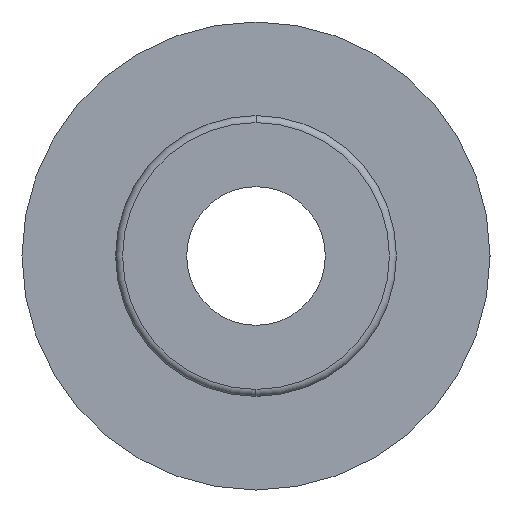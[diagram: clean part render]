
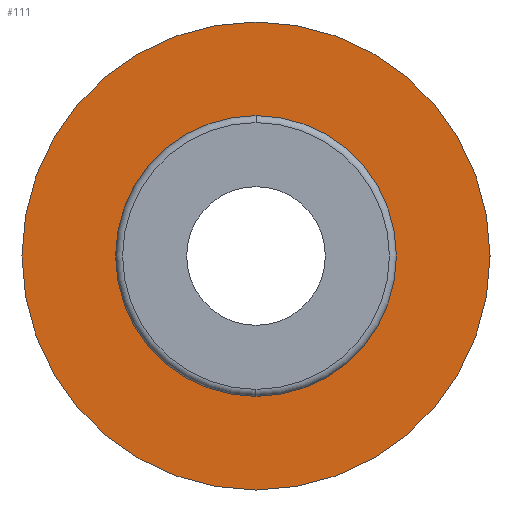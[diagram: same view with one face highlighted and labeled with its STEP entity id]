
A CAD part, left-side view. The second image highlights one B-rep face of the part: STEP entity #111.
In plain terms, the highlighted planar face has unit normal (-1, 0, 0).
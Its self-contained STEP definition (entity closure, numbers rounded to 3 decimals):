
#111=ADVANCED_FACE('',(#256,#257),#258,.T.);
#256=FACE_BOUND('',#408,.T.);
#257=FACE_OUTER_BOUND('',#409,.T.);
#258=PLANE('',#410);
#408=EDGE_LOOP('',(#948,#949));
#409=EDGE_LOOP('',(#950,#951));
#410=AXIS2_PLACEMENT_3D('',#952,#953,#954);
#948=ORIENTED_EDGE('',*,*,#1048,.T.);
#949=ORIENTED_EDGE('',*,*,#1166,.T.);
#950=ORIENTED_EDGE('',*,*,#1024,.T.);
#951=ORIENTED_EDGE('',*,*,#1174,.T.);
#952=CARTESIAN_POINT('',(-16.44,-3.375,0.0));
#953=DIRECTION('',(-1.0,0.,0.0));
#954=DIRECTION('',(0.,-1.0,0.0));
#1024=EDGE_CURVE('',#1223,#1229,#1231,.T.);
#1048=EDGE_CURVE('',#1275,#1272,#1276,.T.);
#1166=EDGE_CURVE('',#1272,#1275,#1466,.T.);
#1174=EDGE_CURVE('',#1229,#1223,#1475,.T.);
#1223=VERTEX_POINT('',#1576);
#1229=VERTEX_POINT('',#1583);
#1231=CIRCLE('',#1586,6.75);
#1272=VERTEX_POINT('',#1633);
#1275=VERTEX_POINT('',#1637);
#1276=CIRCLE('',#1638,2.6);
#1466=CIRCLE('',#1965,2.6);
#1475=CIRCLE('',#1974,6.75);
#1576=CARTESIAN_POINT('',(-16.44,-6.75,0.0));
#1583=CARTESIAN_POINT('',(-16.44,6.75,0.));
#1586=AXIS2_PLACEMENT_3D('',#2038,#2039,#2040);
#1633=CARTESIAN_POINT('',(-16.44,-2.6,0.));
#1637=CARTESIAN_POINT('',(-16.44,2.6,0.));
#1638=AXIS2_PLACEMENT_3D('',#2096,#2097,#2098);
#1965=AXIS2_PLACEMENT_3D('',#2315,#2316,#2317);
#1974=AXIS2_PLACEMENT_3D('',#2339,#2340,#2341);
#2038=CARTESIAN_POINT('',(-16.44,0.,0.0));
#2039=DIRECTION('',(-1.0,0.,0.0));
#2040=DIRECTION('',(0.,-1.0,0.0));
#2096=CARTESIAN_POINT('',(-16.44,0.,0.0));
#2097=DIRECTION('',(1.0,0.,0.0));
#2098=DIRECTION('',(0.,-1.0,0.0));
#2315=CARTESIAN_POINT('',(-16.44,0.,0.0));
#2316=DIRECTION('',(1.0,0.,0.0));
#2317=DIRECTION('',(0.,-1.0,0.0));
#2339=CARTESIAN_POINT('',(-16.44,0.,0.0));
#2340=DIRECTION('',(-1.0,0.,0.0));
#2341=DIRECTION('',(0.,-1.0,0.0));
